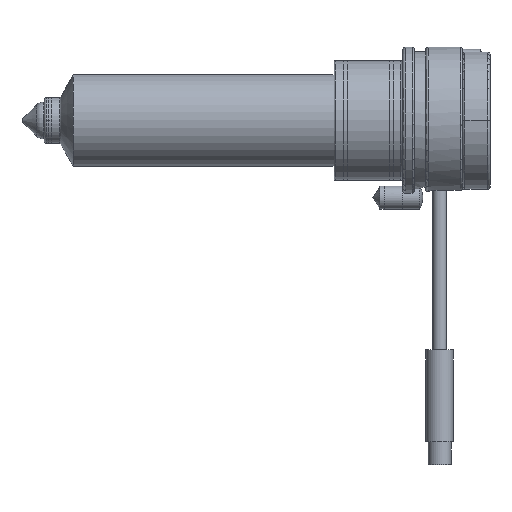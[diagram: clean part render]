
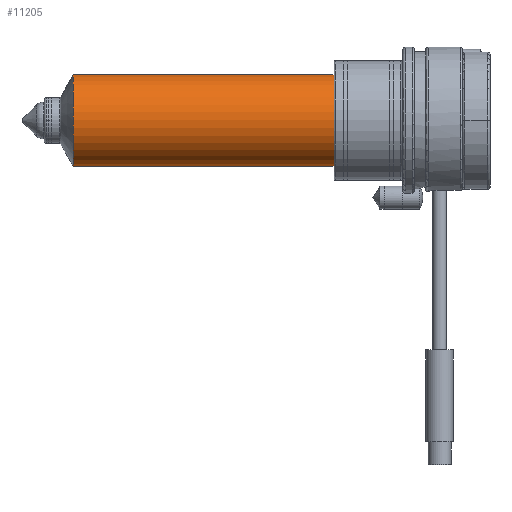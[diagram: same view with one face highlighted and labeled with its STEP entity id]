
A CAD part, top view. The second image highlights one B-rep face of the part: STEP entity #11205.
In plain terms, the highlighted cylindrical face has radius 10 mm (diameter 20 mm), a partial arc.
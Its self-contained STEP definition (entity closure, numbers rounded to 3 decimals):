
#398 = AXIS2_PLACEMENT_3D ( 'NONE', #10577, #12738, #699 ) ;
#509 = CIRCLE ( 'NONE', #7495, 10. ) ;
#699 = DIRECTION ( 'NONE',  ( -1., 0., 0. ) ) ;
#1023 = DIRECTION ( 'NONE',  ( 0., 0., -1. ) ) ;
#1509 = LINE ( 'NONE', #6481, #10117 ) ;
#1544 = DIRECTION ( 'NONE',  ( -1., 0., 0. ) ) ;
#2462 = DIRECTION ( 'NONE',  ( 0., 0., -1. ) ) ;
#2484 = CARTESIAN_POINT ( 'NONE',  ( 0., 0., 0. ) ) ;
#2670 = ORIENTED_EDGE ( 'NONE', *, *, #4232, .T. ) ;
#3471 = CYLINDRICAL_SURFACE ( 'NONE', #9327, 10. ) ;
#3517 = ORIENTED_EDGE ( 'NONE', *, *, #9067, .F. ) ;
#3761 = DIRECTION ( 'NONE',  ( -1., 0., 0. ) ) ;
#4232 = EDGE_CURVE ( 'NONE', #10848, #7725, #12371, .T. ) ;
#4610 = EDGE_CURVE ( 'NONE', #10539, #10848, #509, .T. ) ;
#4619 = EDGE_LOOP ( 'NONE', ( #6975, #2670, #3517, #5268 ) ) ;
#5058 = CARTESIAN_POINT ( 'NONE',  ( 10., 0., -11.214 ) ) ;
#5268 = ORIENTED_EDGE ( 'NONE', *, *, #11842, .F. ) ;
#6481 = CARTESIAN_POINT ( 'NONE',  ( -10., 0., 0. ) ) ;
#6885 = VERTEX_POINT ( 'NONE', #12010 ) ;
#6975 = ORIENTED_EDGE ( 'NONE', *, *, #4610, .T. ) ;
#7325 = CIRCLE ( 'NONE', #398, 10. ) ;
#7356 = DIRECTION ( 'NONE',  ( 0., 0., -1. ) ) ;
#7495 = AXIS2_PLACEMENT_3D ( 'NONE', #9080, #2462, #3761 ) ;
#7725 = VERTEX_POINT ( 'NONE', #13735 ) ;
#9067 = EDGE_CURVE ( 'NONE', #6885, #7725, #7325, .T. ) ;
#9080 = CARTESIAN_POINT ( 'NONE',  ( 0., 0., -11.214 ) ) ;
#9327 = AXIS2_PLACEMENT_3D ( 'NONE', #2484, #13397, #1544 ) ;
#10117 = VECTOR ( 'NONE', #1023, 1000. ) ;
#10539 = VERTEX_POINT ( 'NONE', #13410 ) ;
#10577 = CARTESIAN_POINT ( 'NONE',  ( 0., 0., -68. ) ) ;
#10617 = CARTESIAN_POINT ( 'NONE',  ( 10., 0., 0. ) ) ;
#10848 = VERTEX_POINT ( 'NONE', #5058 ) ;
#11205 = ADVANCED_FACE ( 'NONE', ( #13971 ), #3471, .T. ) ;
#11842 = EDGE_CURVE ( 'NONE', #10539, #6885, #1509, .T. ) ;
#12010 = CARTESIAN_POINT ( 'NONE',  ( -10., 0., -68. ) ) ;
#12019 = VECTOR ( 'NONE', #7356, 1000. ) ;
#12371 = LINE ( 'NONE', #10617, #12019 ) ;
#12738 = DIRECTION ( 'NONE',  ( 0., 0., -1. ) ) ;
#13397 = DIRECTION ( 'NONE',  ( 0., 0., -1. ) ) ;
#13410 = CARTESIAN_POINT ( 'NONE',  ( -10., 0., -11.214 ) ) ;
#13735 = CARTESIAN_POINT ( 'NONE',  ( 10., 0., -68. ) ) ;
#13971 = FACE_OUTER_BOUND ( 'NONE', #4619, .T. ) ;
